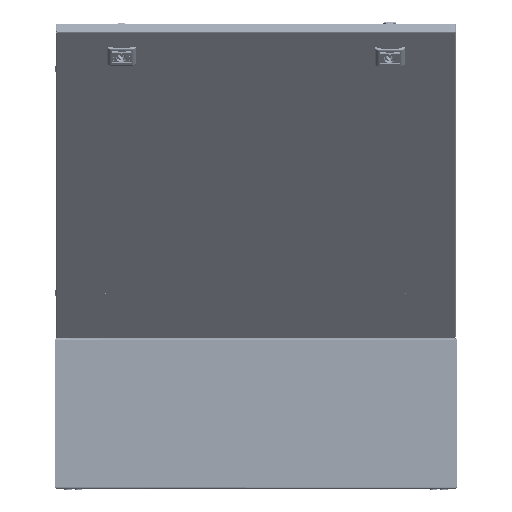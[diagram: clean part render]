
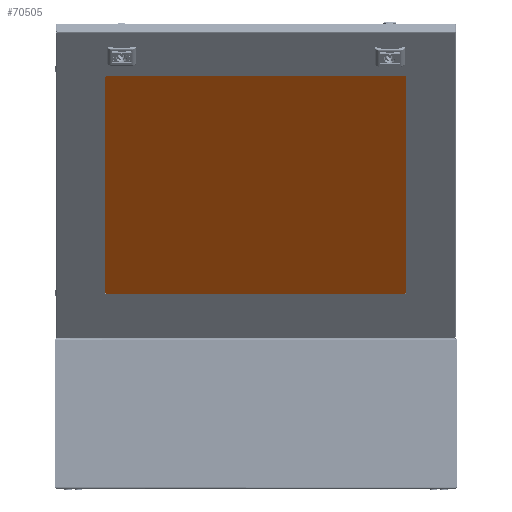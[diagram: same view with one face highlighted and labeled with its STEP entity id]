
A CAD part, front view. The second image highlights one B-rep face of the part: STEP entity #70505.
In plain terms, the highlighted face is planar.
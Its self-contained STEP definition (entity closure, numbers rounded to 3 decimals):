
#15801 = EDGE_LOOP ( 'NONE', ( #111113, #111115, #111117, #111119 ) ) ;
#70505 = ADVANCED_FACE ( 'NONE', ( #78126 ), #78129, .T. ) ;
#71496 = EDGE_CURVE ( 'NONE', #72240, #72202, #74392, .T. ) ;
#71505 = EDGE_CURVE ( 'NONE', #72202, #72243, #74407, .T. ) ;
#71511 = EDGE_CURVE ( 'NONE', #72243, #72258, #74413, .T. ) ;
#71515 = EDGE_CURVE ( 'NONE', #72258, #72240, #74463, .T. ) ;
#71979 = CARTESIAN_POINT ( 'NONE',  ( -235., -222.5, 4. ) ) ;
#72131 = CARTESIAN_POINT ( 'NONE',  ( -235., 222.5, 4. ) ) ;
#72144 = CARTESIAN_POINT ( 'NONE',  ( 235., -222.5, 4. ) ) ;
#72202 = VERTEX_POINT ( 'NONE', #71979 ) ;
#72222 = CARTESIAN_POINT ( 'NONE',  ( 235., 222.5, 4. ) ) ;
#72240 = VERTEX_POINT ( 'NONE', #72131 ) ;
#72243 = VERTEX_POINT ( 'NONE', #72144 ) ;
#72258 = VERTEX_POINT ( 'NONE', #72222 ) ;
#74392 = LINE ( 'NONE', #74411, #135554 ) ;
#74407 = LINE ( 'NONE', #74434, #135547 ) ;
#74411 = CARTESIAN_POINT ( 'NONE',  ( -235., 222.5, 4. ) ) ;
#74413 = LINE ( 'NONE', #74452, #135538 ) ;
#74415 = DIRECTION ( 'NONE',  ( 0., -1., 0. ) ) ;
#74434 = CARTESIAN_POINT ( 'NONE',  ( -235., -222.5, 4. ) ) ;
#74437 = DIRECTION ( 'NONE',  ( 1., 0., 0. ) ) ;
#74452 = CARTESIAN_POINT ( 'NONE',  ( 235., 222.5, 4. ) ) ;
#74456 = DIRECTION ( 'NONE',  ( 0., 1., 0. ) ) ;
#74463 = LINE ( 'NONE', #74466, #135522 ) ;
#74466 = CARTESIAN_POINT ( 'NONE',  ( -235., 222.5, 4. ) ) ;
#74468 = DIRECTION ( 'NONE',  ( -1., 0., 0. ) ) ;
#78100 = CARTESIAN_POINT ( 'NONE',  ( -235., -222.5, 4. ) ) ;
#78126 = FACE_OUTER_BOUND ( 'NONE', #15801, .T. ) ;
#78129 = PLANE ( 'NONE',  #138799 ) ;
#78135 = DIRECTION ( 'NONE',  ( 0., 0., 1. ) ) ;
#78138 = DIRECTION ( 'NONE',  ( 1., 0., 0. ) ) ;
#111113 = ORIENTED_EDGE ( 'NONE', *, *, #71496, .T. ) ;
#111115 = ORIENTED_EDGE ( 'NONE', *, *, #71505, .T. ) ;
#111117 = ORIENTED_EDGE ( 'NONE', *, *, #71511, .T. ) ;
#111119 = ORIENTED_EDGE ( 'NONE', *, *, #71515, .T. ) ;
#135522 = VECTOR ( 'NONE', #74468, 1000. ) ;
#135538 = VECTOR ( 'NONE', #74456, 1000. ) ;
#135547 = VECTOR ( 'NONE', #74437, 1000. ) ;
#135554 = VECTOR ( 'NONE', #74415, 1000. ) ;
#138799 = AXIS2_PLACEMENT_3D ( 'NONE', #78100, #78135, #78138 ) ;
